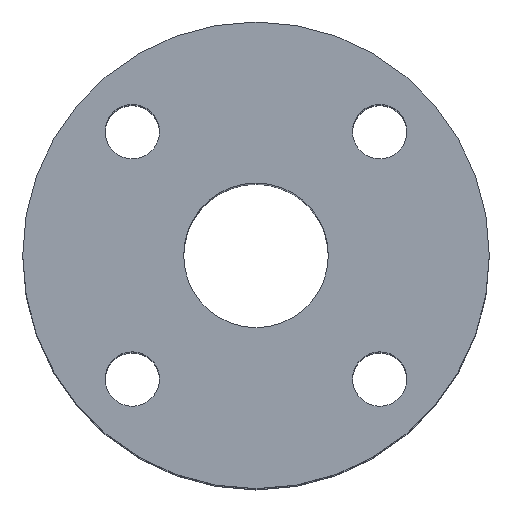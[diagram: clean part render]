
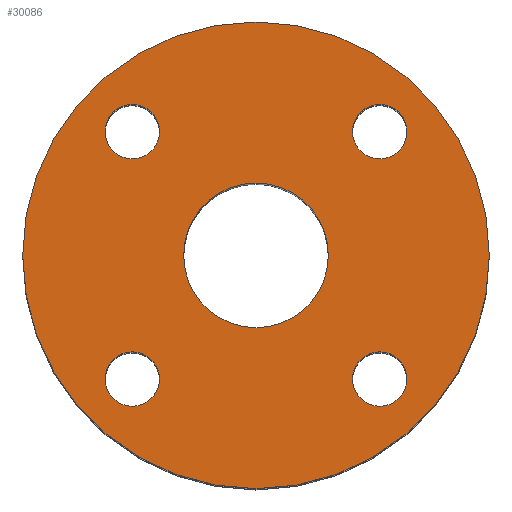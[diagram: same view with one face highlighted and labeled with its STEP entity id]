
A CAD part, top view. The second image highlights one B-rep face of the part: STEP entity #30086.
In plain terms, the highlighted planar face has unit normal (0, 0, 1).
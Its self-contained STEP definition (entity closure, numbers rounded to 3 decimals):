
#72 = CARTESIAN_POINT ( 'NONE',  ( 0., 0., 0. ) ) ;
#218 = DIRECTION ( 'NONE',  ( 1., 0., 0. ) ) ;
#388 = CARTESIAN_POINT ( 'NONE',  ( -31.82, -31.82, 0. ) ) ;
#652 = CARTESIAN_POINT ( 'NONE',  ( -38.82, -31.82, 0. ) ) ;
#1320 = AXIS2_PLACEMENT_3D ( 'NONE', #28984, #24513, #26513 ) ;
#1703 = FACE_OUTER_BOUND ( 'NONE', #4340, .T. ) ;
#2737 = CIRCLE ( 'NONE', #19992, 7. ) ;
#3067 = ORIENTED_EDGE ( 'NONE', *, *, #27722, .F. ) ;
#3326 = CIRCLE ( 'NONE', #20068, 7. ) ;
#3962 = CARTESIAN_POINT ( 'NONE',  ( 31.82, -31.82, 0. ) ) ;
#4031 = FACE_BOUND ( 'NONE', #17418, .T. ) ;
#4340 = EDGE_LOOP ( 'NONE', ( #29958, #9792 ) ) ;
#4618 = CARTESIAN_POINT ( 'NONE',  ( -31.82, -31.82, 0. ) ) ;
#5234 = CIRCLE ( 'NONE', #19530, 7. ) ;
#5329 = DIRECTION ( 'NONE',  ( 0., -1., 0. ) ) ;
#5523 = CARTESIAN_POINT ( 'NONE',  ( 38.82, 31.82, 0. ) ) ;
#6376 = CARTESIAN_POINT ( 'NONE',  ( -24.82, -31.82, 0. ) ) ;
#6493 = FACE_BOUND ( 'NONE', #17465, .T. ) ;
#7141 = VERTEX_POINT ( 'NONE', #5523 ) ;
#7183 = AXIS2_PLACEMENT_3D ( 'NONE', #16369, #13905, #23309 ) ;
#7291 = CARTESIAN_POINT ( 'NONE',  ( 31.82, 31.82, 0. ) ) ;
#7345 = DIRECTION ( 'NONE',  ( 0., 0., 1. ) ) ;
#7733 = CIRCLE ( 'NONE', #1320, 18.6 ) ;
#8236 = EDGE_CURVE ( 'NONE', #19959, #16952, #14585, .T. ) ;
#8289 = CARTESIAN_POINT ( 'NONE',  ( 24.82, -31.82, 0. ) ) ;
#8408 = VERTEX_POINT ( 'NONE', #14391 ) ;
#8740 = DIRECTION ( 'NONE',  ( 0., 0., 1. ) ) ;
#8757 = CIRCLE ( 'NONE', #25979, 7. ) ;
#8843 = CARTESIAN_POINT ( 'NONE',  ( 24.82, 31.82, 0. ) ) ;
#9099 = FACE_BOUND ( 'NONE', #11000, .T. ) ;
#9136 = CIRCLE ( 'NONE', #7183, 60. ) ;
#9181 = AXIS2_PLACEMENT_3D ( 'NONE', #72, #21360, #218 ) ;
#9301 = DIRECTION ( 'NONE',  ( 0., 0., 1. ) ) ;
#9414 = EDGE_CURVE ( 'NONE', #7141, #29752, #3326, .T. ) ;
#9792 = ORIENTED_EDGE ( 'NONE', *, *, #19983, .T. ) ;
#9797 = DIRECTION ( 'NONE',  ( 0., 0., 1. ) ) ;
#9947 = CARTESIAN_POINT ( 'NONE',  ( 31.82, -31.82, 0. ) ) ;
#10190 = EDGE_CURVE ( 'NONE', #17449, #29264, #25982, .T. ) ;
#10660 = AXIS2_PLACEMENT_3D ( 'NONE', #9947, #7345, #5329 ) ;
#11000 = EDGE_LOOP ( 'NONE', ( #21217, #20969 ) ) ;
#11686 = EDGE_CURVE ( 'NONE', #26536, #8408, #9136, .T. ) ;
#12230 = DIRECTION ( 'NONE',  ( 1., 0., 0. ) ) ;
#12319 = DIRECTION ( 'NONE',  ( 0., 0., 1. ) ) ;
#12408 = ORIENTED_EDGE ( 'NONE', *, *, #25602, .F. ) ;
#12571 = ORIENTED_EDGE ( 'NONE', *, *, #26384, .F. ) ;
#13905 = DIRECTION ( 'NONE',  ( 0., 0., 1. ) ) ;
#14181 = CARTESIAN_POINT ( 'NONE',  ( 18.6, 0., 0. ) ) ;
#14391 = CARTESIAN_POINT ( 'NONE',  ( -60., 0., 0. ) ) ;
#14552 = DIRECTION ( 'NONE',  ( -1., 0., 0. ) ) ;
#14585 = CIRCLE ( 'NONE', #15079, 7. ) ;
#14633 = VERTEX_POINT ( 'NONE', #14181 ) ;
#14685 = CARTESIAN_POINT ( 'NONE',  ( -38.82, 31.82, 0. ) ) ;
#14709 = DIRECTION ( 'NONE',  ( 0., 1., 0. ) ) ;
#14792 = ORIENTED_EDGE ( 'NONE', *, *, #8236, .F. ) ;
#15079 = AXIS2_PLACEMENT_3D ( 'NONE', #22302, #12319, #26345 ) ;
#15728 = VERTEX_POINT ( 'NONE', #8289 ) ;
#15747 = PLANE ( 'NONE',  #19096 ) ;
#15755 = DIRECTION ( 'NONE',  ( -1., 0., 0. ) ) ;
#15833 = DIRECTION ( 'NONE',  ( 0., -1., 0. ) ) ;
#15898 = DIRECTION ( 'NONE',  ( -1., 0., 0. ) ) ;
#16369 = CARTESIAN_POINT ( 'NONE',  ( 0., 0., 0. ) ) ;
#16952 = VERTEX_POINT ( 'NONE', #21840 ) ;
#17339 = DIRECTION ( 'NONE',  ( 1., 0., 0. ) ) ;
#17418 = EDGE_LOOP ( 'NONE', ( #3067, #29575 ) ) ;
#17449 = VERTEX_POINT ( 'NONE', #6376 ) ;
#17455 = CARTESIAN_POINT ( 'NONE',  ( 0., 0., 0. ) ) ;
#17465 = EDGE_LOOP ( 'NONE', ( #28241, #27697 ) ) ;
#18244 = CARTESIAN_POINT ( 'NONE',  ( -18.6, 0., 0. ) ) ;
#18362 = FACE_BOUND ( 'NONE', #27839, .T. ) ;
#18856 = EDGE_CURVE ( 'NONE', #16952, #19959, #29428, .T. ) ;
#19096 = AXIS2_PLACEMENT_3D ( 'NONE', #22530, #22837, #15898 ) ;
#19105 = CIRCLE ( 'NONE', #27462, 60. ) ;
#19473 = DIRECTION ( 'NONE',  ( 0., 0., 1. ) ) ;
#19530 = AXIS2_PLACEMENT_3D ( 'NONE', #4618, #30092, #15755 ) ;
#19959 = VERTEX_POINT ( 'NONE', #14685 ) ;
#19983 = EDGE_CURVE ( 'NONE', #8408, #26536, #19105, .T. ) ;
#19992 = AXIS2_PLACEMENT_3D ( 'NONE', #3962, #8740, #15833 ) ;
#20068 = AXIS2_PLACEMENT_3D ( 'NONE', #22274, #26590, #17339 ) ;
#20751 = ORIENTED_EDGE ( 'NONE', *, *, #18856, .F. ) ;
#20928 = VERTEX_POINT ( 'NONE', #18244 ) ;
#20969 = ORIENTED_EDGE ( 'NONE', *, *, #29815, .F. ) ;
#21217 = ORIENTED_EDGE ( 'NONE', *, *, #9414, .F. ) ;
#21360 = DIRECTION ( 'NONE',  ( 0., 0., 1. ) ) ;
#21840 = CARTESIAN_POINT ( 'NONE',  ( -24.82, 31.82, 0. ) ) ;
#22274 = CARTESIAN_POINT ( 'NONE',  ( 31.82, 31.82, 0. ) ) ;
#22302 = CARTESIAN_POINT ( 'NONE',  ( -31.82, 31.82, 0. ) ) ;
#22530 = CARTESIAN_POINT ( 'NONE',  ( 0., 18.6, 0. ) ) ;
#22554 = AXIS2_PLACEMENT_3D ( 'NONE', #388, #9797, #14552 ) ;
#22837 = DIRECTION ( 'NONE',  ( 0., 0., -1. ) ) ;
#22938 = EDGE_CURVE ( 'NONE', #29264, #17449, #5234, .T. ) ;
#23309 = DIRECTION ( 'NONE',  ( 1., 0., 0. ) ) ;
#24122 = CARTESIAN_POINT ( 'NONE',  ( -31.82, 31.82, 0. ) ) ;
#24513 = DIRECTION ( 'NONE',  ( 0., 0., 1. ) ) ;
#25450 = FACE_BOUND ( 'NONE', #29605, .T. ) ;
#25512 = AXIS2_PLACEMENT_3D ( 'NONE', #24122, #26587, #14709 ) ;
#25602 = EDGE_CURVE ( 'NONE', #30357, #15728, #2737, .T. ) ;
#25653 = EDGE_CURVE ( 'NONE', #20928, #14633, #28855, .T. ) ;
#25979 = AXIS2_PLACEMENT_3D ( 'NONE', #7291, #9301, #26237 ) ;
#25982 = CIRCLE ( 'NONE', #22554, 7. ) ;
#26237 = DIRECTION ( 'NONE',  ( 1., 0., 0. ) ) ;
#26345 = DIRECTION ( 'NONE',  ( 0., 1., 0. ) ) ;
#26384 = EDGE_CURVE ( 'NONE', #15728, #30357, #26418, .T. ) ;
#26418 = CIRCLE ( 'NONE', #10660, 7. ) ;
#26513 = DIRECTION ( 'NONE',  ( 1., 0., 0. ) ) ;
#26536 = VERTEX_POINT ( 'NONE', #28300 ) ;
#26587 = DIRECTION ( 'NONE',  ( 0., 0., 1. ) ) ;
#26590 = DIRECTION ( 'NONE',  ( 0., 0., 1. ) ) ;
#27462 = AXIS2_PLACEMENT_3D ( 'NONE', #17455, #19473, #12230 ) ;
#27697 = ORIENTED_EDGE ( 'NONE', *, *, #22938, .F. ) ;
#27722 = EDGE_CURVE ( 'NONE', #14633, #20928, #7733, .T. ) ;
#27839 = EDGE_LOOP ( 'NONE', ( #12408, #12571 ) ) ;
#28241 = ORIENTED_EDGE ( 'NONE', *, *, #10190, .F. ) ;
#28300 = CARTESIAN_POINT ( 'NONE',  ( 60., 0., 0. ) ) ;
#28811 = CARTESIAN_POINT ( 'NONE',  ( 38.82, -31.82, 0. ) ) ;
#28855 = CIRCLE ( 'NONE', #9181, 18.6 ) ;
#28984 = CARTESIAN_POINT ( 'NONE',  ( 0., 0., 0. ) ) ;
#29264 = VERTEX_POINT ( 'NONE', #652 ) ;
#29428 = CIRCLE ( 'NONE', #25512, 7. ) ;
#29575 = ORIENTED_EDGE ( 'NONE', *, *, #25653, .F. ) ;
#29605 = EDGE_LOOP ( 'NONE', ( #20751, #14792 ) ) ;
#29752 = VERTEX_POINT ( 'NONE', #8843 ) ;
#29815 = EDGE_CURVE ( 'NONE', #29752, #7141, #8757, .T. ) ;
#29958 = ORIENTED_EDGE ( 'NONE', *, *, #11686, .T. ) ;
#30086 = ADVANCED_FACE ( 'NONE', ( #18362, #6493, #25450, #9099, #4031, #1703 ), #15747, .F. ) ;
#30092 = DIRECTION ( 'NONE',  ( 0., 0., 1. ) ) ;
#30357 = VERTEX_POINT ( 'NONE', #28811 ) ;
